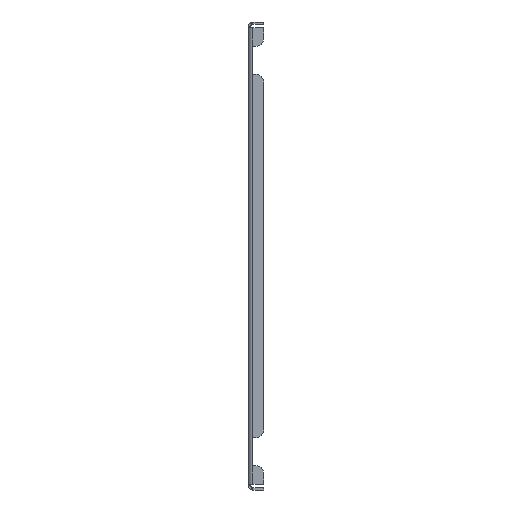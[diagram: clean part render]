
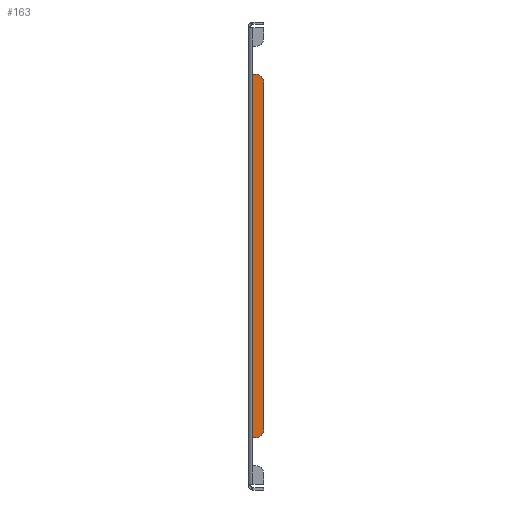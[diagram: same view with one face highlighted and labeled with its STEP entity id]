
A CAD part, left-side view. The second image highlights one B-rep face of the part: STEP entity #163.
In plain terms, the highlighted planar face has unit normal (-1, 0, 0).
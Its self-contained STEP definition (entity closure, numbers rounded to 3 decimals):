
#74 = EDGE_CURVE ( 'NONE', #1195, #3408, #2020, .T. ) ;
#93 = ORIENTED_EDGE ( 'NONE', *, *, #1004, .T. ) ;
#163 = ADVANCED_FACE ( 'NONE', ( #3277 ), #1785, .T. ) ;
#248 = VECTOR ( 'NONE', #2948, 1000. ) ;
#261 = LINE ( 'NONE', #1472, #3432 ) ;
#300 = DIRECTION ( 'NONE',  ( -1., 0., 0. ) ) ;
#322 = EDGE_LOOP ( 'NONE', ( #2209, #93, #3191, #2402, #743, #1489 ) ) ;
#432 = CIRCLE ( 'NONE', #2629, 5. ) ;
#458 = LINE ( 'NONE', #2870, #3116 ) ;
#464 = CIRCLE ( 'NONE', #3673, 5. ) ;
#616 = CARTESIAN_POINT ( 'NONE',  ( -223.5, -3., 116.5 ) ) ;
#743 = ORIENTED_EDGE ( 'NONE', *, *, #2772, .F. ) ;
#809 = CARTESIAN_POINT ( 'NONE',  ( -223.5, -5., -116.5 ) ) ;
#868 = CARTESIAN_POINT ( 'NONE',  ( -223.5, 220.693, 116.5 ) ) ;
#1004 = EDGE_CURVE ( 'NONE', #1210, #3408, #432, .T. ) ;
#1018 = DIRECTION ( 'NONE',  ( -1., 0., 0. ) ) ;
#1122 = CARTESIAN_POINT ( 'NONE',  ( -223.5, -3., 0. ) ) ;
#1150 = EDGE_CURVE ( 'NONE', #1210, #1503, #261, .T. ) ;
#1186 = CARTESIAN_POINT ( 'NONE',  ( -223.5, -10., -111.5 ) ) ;
#1195 = VERTEX_POINT ( 'NONE', #616 ) ;
#1210 = VERTEX_POINT ( 'NONE', #3837 ) ;
#1462 = CARTESIAN_POINT ( 'NONE',  ( -223.5, -5., 116.5 ) ) ;
#1472 = CARTESIAN_POINT ( 'NONE',  ( -223.5, -10., -146.346 ) ) ;
#1489 = ORIENTED_EDGE ( 'NONE', *, *, #3498, .T. ) ;
#1492 = DIRECTION ( 'NONE',  ( 0., 0., 1. ) ) ;
#1493 = DIRECTION ( 'NONE',  ( 0., 0., -1. ) ) ;
#1503 = VERTEX_POINT ( 'NONE', #1186 ) ;
#1658 = VERTEX_POINT ( 'NONE', #3366 ) ;
#1785 = PLANE ( 'NONE',  #3170 ) ;
#1796 = DIRECTION ( 'NONE',  ( 0., -1., 0. ) ) ;
#1818 = DIRECTION ( 'NONE',  ( -1., 0., 0. ) ) ;
#1877 = VERTEX_POINT ( 'NONE', #809 ) ;
#1897 = EDGE_CURVE ( 'NONE', #1195, #1658, #2928, .T. ) ;
#2020 = LINE ( 'NONE', #868, #3633 ) ;
#2068 = DIRECTION ( 'NONE',  ( 0., -1., 0. ) ) ;
#2209 = ORIENTED_EDGE ( 'NONE', *, *, #1150, .F. ) ;
#2402 = ORIENTED_EDGE ( 'NONE', *, *, #1897, .T. ) ;
#2473 = CARTESIAN_POINT ( 'NONE',  ( -223.5, -5., 111.5 ) ) ;
#2629 = AXIS2_PLACEMENT_3D ( 'NONE', #2473, #1018, #2829 ) ;
#2712 = CARTESIAN_POINT ( 'NONE',  ( -223.5, -5., -111.5 ) ) ;
#2772 = EDGE_CURVE ( 'NONE', #1877, #1658, #458, .T. ) ;
#2829 = DIRECTION ( 'NONE',  ( 0., -1., 0. ) ) ;
#2870 = CARTESIAN_POINT ( 'NONE',  ( -223.5, 220.693, -116.5 ) ) ;
#2928 = LINE ( 'NONE', #1122, #248 ) ;
#2948 = DIRECTION ( 'NONE',  ( 0., 0., -1. ) ) ;
#2983 = CARTESIAN_POINT ( 'NONE',  ( -223.5, 220.693, 0. ) ) ;
#3116 = VECTOR ( 'NONE', #3458, 1000. ) ;
#3170 = AXIS2_PLACEMENT_3D ( 'NONE', #2983, #300, #1492 ) ;
#3191 = ORIENTED_EDGE ( 'NONE', *, *, #74, .F. ) ;
#3277 = FACE_OUTER_BOUND ( 'NONE', #322, .T. ) ;
#3366 = CARTESIAN_POINT ( 'NONE',  ( -223.5, -3., -116.5 ) ) ;
#3408 = VERTEX_POINT ( 'NONE', #1462 ) ;
#3432 = VECTOR ( 'NONE', #1493, 1000. ) ;
#3458 = DIRECTION ( 'NONE',  ( 0., 1., 0. ) ) ;
#3498 = EDGE_CURVE ( 'NONE', #1877, #1503, #464, .T. ) ;
#3633 = VECTOR ( 'NONE', #2068, 1000. ) ;
#3673 = AXIS2_PLACEMENT_3D ( 'NONE', #2712, #1818, #1796 ) ;
#3837 = CARTESIAN_POINT ( 'NONE',  ( -223.5, -10., 111.5 ) ) ;
